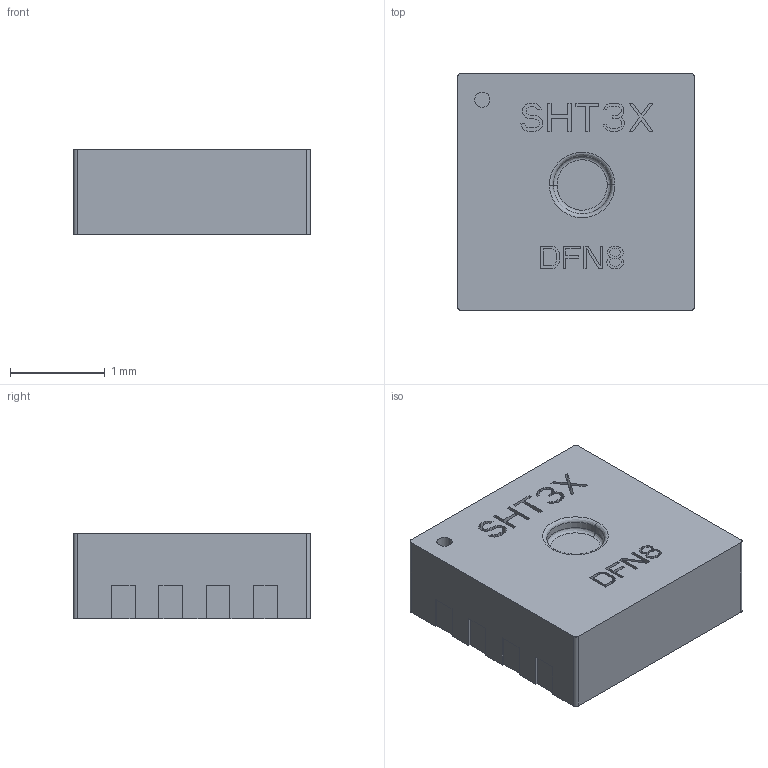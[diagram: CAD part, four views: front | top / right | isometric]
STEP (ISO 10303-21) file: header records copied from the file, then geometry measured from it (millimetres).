
FILE_DESCRIPTION(('FreeCAD Model'),'2;1');
FILE_NAME('User Library-sht3x-1.step', '2020-03-15T17:06:41',('kicad StepUp'),('ksu MCAD'), 'Open CASCADE STEP processor 7.3','FreeCAD','Unknown');
FILE_SCHEMA(('AUTOMOTIVE_DESIGN { 1 0 10303 214 1 1 1 1 }'));
Length unit declared in the file: millimetre
Products named in the file (1): User_Library-sht3x-1
Bounding box: 2.5 x 2.5 x 0.9 mm (x, y, z)
Volume: 5.5 mm3; surface area: 23.4 mm2
Topology: 1 solids, 1 shells, 319 faces, 913 edges, 610 vertices
Faces by surface type: plane 307, cylinder 8, bspline 4
Entity records: 12647 total; most frequent: CARTESIAN_POINT 2051, ORIENTED_EDGE 1826, DIRECTION 1561, EDGE_CURVE 913, LINE 881, VECTOR 881, VERTEX_POINT 610, AXIS2_PLACEMENT_3D 340
